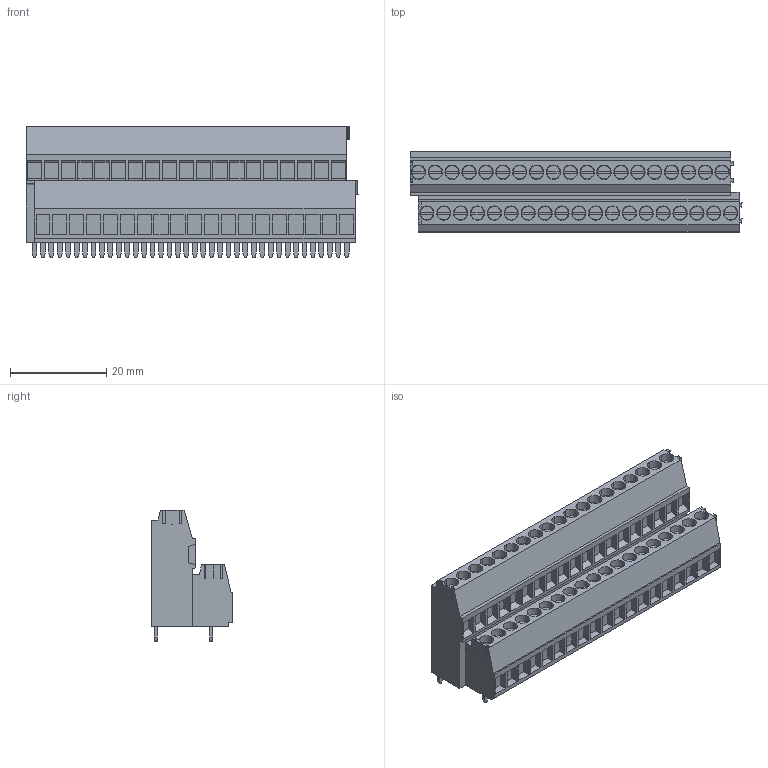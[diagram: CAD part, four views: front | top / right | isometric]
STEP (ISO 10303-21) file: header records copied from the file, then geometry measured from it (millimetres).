
FILE_DESCRIPTION(('CATIA V5 STEP Exchange','CAx-IF Rec.Pracs.--- Model Styling and Organization---1.4--- 2014-01-23'),'2;1');
FILE_NAME ('D1454734_1_1703870000_1703870000.stp','2023-03-16T07:53:54+00:00',('none'),('Weidmueller'),'CATIA Version 5-6 Release 2016 SP3 HF44','CATIA V5 STEP AP214','none');
FILE_SCHEMA(('AUTOMOTIVE_DESIGN { 1 0 10303 214 1 1 1 1 }'));
Length unit declared in the file: millimetre
Products named in the file (1): 1703870000
Bounding box: 68.85 x 16.75 x 27.3 mm (x, y, z)
Volume: 18245.3 mm3; surface area: 10016.7 mm2
Topology: 77 solids, 77 shells, 1078 faces, 2490 edges, 1661 vertices
Faces by surface type: plane 850, cylinder 228
Entity records: 27298 total; most frequent: ORIENTED_EDGE 4980, CARTESIAN_POINT 4857, DIRECTION 3566, EDGE_CURVE 2490, VECTOR 1878, LINE 1878, VERTEX_POINT 1661, EDGE_LOOP 1173
